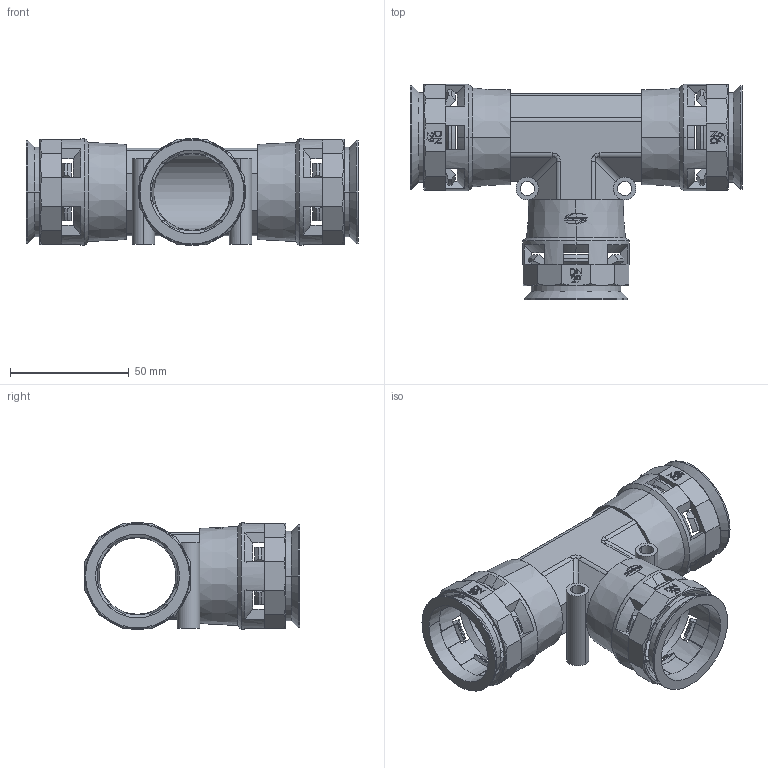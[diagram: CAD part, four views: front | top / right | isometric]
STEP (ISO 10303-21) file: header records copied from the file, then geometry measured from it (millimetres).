
FILE_DESCRIPTION (( 'STEP AP203' ), '1' );
FILE_NAME ('(TSD-292929-)_I3040_0026_05_0.STEP', '2012-06-20T05:45:40', ( 'Llorenç' ), ( '' ), 'SwSTEP 2.0', 'SolidWorks 2007', '' );
FILE_SCHEMA (( 'CONFIG_CONTROL_DESIGN' ));
Length unit declared in the file: millimetre
Products named in the file (1): (TSD-292929-)_I3040_0026_05_0
Bounding box: 139.77 x 90.89 x 45 mm (x, y, z)
Volume: 72145.9 mm3; surface area: 58014.1 mm2
Topology: 7 solids, 7 shells, 742 faces, 2087 edges, 1348 vertices
Faces by surface type: plane 291, bspline 163, cone 151, cylinder 137
Entity records: 30988 total; most frequent: CARTESIAN_POINT 13143, ORIENTED_EDGE 4174, DIRECTION 3040, EDGE_CURVE 2087, VERTEX_POINT 1348, AXIS2_PLACEMENT_3D 1048, VECTOR 944, LINE 944
